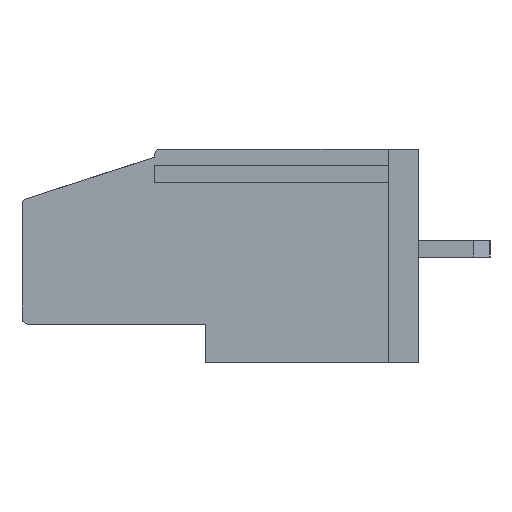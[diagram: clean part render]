
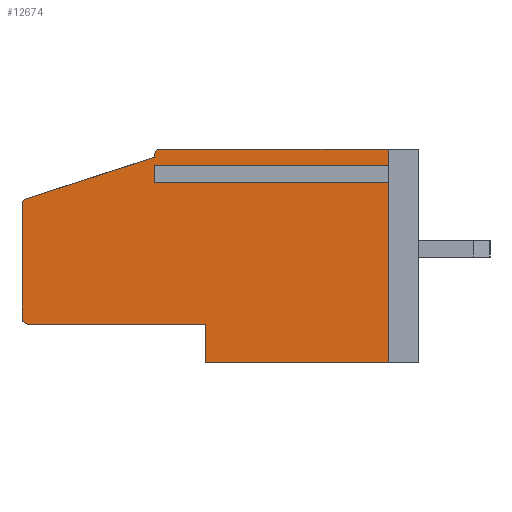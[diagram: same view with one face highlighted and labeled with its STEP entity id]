
A CAD part, left-side view. The second image highlights one B-rep face of the part: STEP entity #12674.
In plain terms, the highlighted planar face has unit normal (-1, 0, 0).
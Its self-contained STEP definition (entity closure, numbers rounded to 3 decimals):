
#8 = DIRECTION ( 'NONE',  ( 0., 0., -1. ) ) ;
#449 = CARTESIAN_POINT ( 'NONE',  ( 0., 13., 9.502 ) ) ;
#669 = VECTOR ( 'NONE', #16199, 1000. ) ;
#702 = VERTEX_POINT ( 'NONE', #14964 ) ;
#1253 = LINE ( 'NONE', #29302, #15596 ) ;
#1575 = VERTEX_POINT ( 'NONE', #12792 ) ;
#1979 = VERTEX_POINT ( 'NONE', #8126 ) ;
#2122 = VERTEX_POINT ( 'NONE', #449 ) ;
#2420 = ORIENTED_EDGE ( 'NONE', *, *, #27092, .T. ) ;
#2523 = VECTOR ( 'NONE', #16558, 1000. ) ;
#2775 = DIRECTION ( 'NONE',  ( 0., 0., 1. ) ) ;
#3331 = CARTESIAN_POINT ( 'NONE',  ( 0., 19.5, 10.5 ) ) ;
#3671 = VERTEX_POINT ( 'NONE', #16600 ) ;
#4514 = EDGE_CURVE ( 'NONE', #702, #1979, #14412, .T. ) ;
#4575 = VECTOR ( 'NONE', #34265, 1000. ) ;
#4651 = EDGE_CURVE ( 'NONE', #2122, #15548, #6851, .T. ) ;
#4937 = CARTESIAN_POINT ( 'NONE',  ( 0., 19.2, 7.782 ) ) ;
#5406 = DIRECTION ( 'NONE',  ( 0., -1., 0. ) ) ;
#5787 = LINE ( 'NONE', #30584, #8873 ) ;
#6382 = EDGE_CURVE ( 'NONE', #1575, #16688, #5787, .T. ) ;
#6602 = DIRECTION ( 'NONE',  ( 0., 0., -1. ) ) ;
#6803 = CARTESIAN_POINT ( 'NONE',  ( 0., 19.2, 1.9 ) ) ;
#6851 = LINE ( 'NONE', #34072, #24372 ) ;
#7116 = CARTESIAN_POINT ( 'NONE',  ( 0., 10.5, 0. ) ) ;
#7242 = DIRECTION ( 'NONE',  ( 0., 0., -1. ) ) ;
#7520 = VERTEX_POINT ( 'NONE', #7116 ) ;
#8126 = CARTESIAN_POINT ( 'NONE',  ( 0., 13., 10.2 ) ) ;
#8549 = LINE ( 'NONE', #3331, #4575 ) ;
#8796 = CARTESIAN_POINT ( 'NONE',  ( 0., 1.5, 10.5 ) ) ;
#8873 = VECTOR ( 'NONE', #5406, 1000. ) ;
#9723 = CARTESIAN_POINT ( 'NONE',  ( 0., 1.5, 9.502 ) ) ;
#10912 = DIRECTION ( 'NONE',  ( -1., 0., 0. ) ) ;
#10932 = CARTESIAN_POINT ( 'NONE',  ( 0., 13., 10.1 ) ) ;
#11668 = ORIENTED_EDGE ( 'NONE', *, *, #17387, .F. ) ;
#12356 = CIRCLE ( 'NONE', #17060, 0.3 ) ;
#12674 = ADVANCED_FACE ( 'NONE', ( #21114 ), #15779, .F. ) ;
#12706 = CARTESIAN_POINT ( 'NONE',  ( 0., 19.5, 1.9 ) ) ;
#12754 = VECTOR ( 'NONE', #31610, 1000. ) ;
#12792 = CARTESIAN_POINT ( 'NONE',  ( 0., 13., 9.098 ) ) ;
#12804 = AXIS2_PLACEMENT_3D ( 'NONE', #4937, #32509, #33070 ) ;
#12939 = EDGE_CURVE ( 'NONE', #14313, #1979, #33012, .T. ) ;
#13241 = EDGE_CURVE ( 'NONE', #2122, #1575, #27761, .T. ) ;
#13918 = CARTESIAN_POINT ( 'NONE',  ( 0., 1.5, 0. ) ) ;
#14313 = VERTEX_POINT ( 'NONE', #31750 ) ;
#14412 = LINE ( 'NONE', #10932, #15514 ) ;
#14964 = CARTESIAN_POINT ( 'NONE',  ( 0., 13., 10.1 ) ) ;
#15371 = EDGE_CURVE ( 'NONE', #18860, #27573, #26656, .T. ) ;
#15514 = VECTOR ( 'NONE', #2775, 1000. ) ;
#15548 = VERTEX_POINT ( 'NONE', #9723 ) ;
#15596 = VECTOR ( 'NONE', #34256, 1000. ) ;
#15779 = PLANE ( 'NONE',  #17752 ) ;
#16199 = DIRECTION ( 'NONE',  ( 0., -0.952, 0.307 ) ) ;
#16351 = ORIENTED_EDGE ( 'NONE', *, *, #13241, .F. ) ;
#16377 = CARTESIAN_POINT ( 'NONE',  ( 0., 10.5, 1.9 ) ) ;
#16558 = DIRECTION ( 'NONE',  ( 0., 0., -1. ) ) ;
#16600 = CARTESIAN_POINT ( 'NONE',  ( 0., 19.5, 7.782 ) ) ;
#16621 = EDGE_CURVE ( 'NONE', #7520, #18860, #1253, .T. ) ;
#16688 = VERTEX_POINT ( 'NONE', #18787 ) ;
#17060 = AXIS2_PLACEMENT_3D ( 'NONE', #24039, #35034, #7242 ) ;
#17387 = EDGE_CURVE ( 'NONE', #22270, #3671, #20562, .T. ) ;
#17752 = AXIS2_PLACEMENT_3D ( 'NONE', #26268, #21294, #6602 ) ;
#18415 = DIRECTION ( 'NONE',  ( 0., 1., 0. ) ) ;
#18630 = ORIENTED_EDGE ( 'NONE', *, *, #4514, .F. ) ;
#18787 = CARTESIAN_POINT ( 'NONE',  ( 0., 1.5, 9.098 ) ) ;
#18860 = VERTEX_POINT ( 'NONE', #16377 ) ;
#18895 = EDGE_CURVE ( 'NONE', #20112, #702, #27598, .T. ) ;
#20060 = LINE ( 'NONE', #23558, #22745 ) ;
#20112 = VERTEX_POINT ( 'NONE', #33015 ) ;
#20559 = LINE ( 'NONE', #28341, #27257 ) ;
#20562 = LINE ( 'NONE', #23525, #34456 ) ;
#20633 = ORIENTED_EDGE ( 'NONE', *, *, #35164, .F. ) ;
#21114 = FACE_OUTER_BOUND ( 'NONE', #22046, .T. ) ;
#21294 = DIRECTION ( 'NONE',  ( 1., 0., 0. ) ) ;
#21521 = EDGE_CURVE ( 'NONE', #20112, #3671, #29804, .T. ) ;
#22046 = EDGE_LOOP ( 'NONE', ( #11668, #2420, #30177, #33347, #22566, #33655, #34415, #16351, #25432, #23051, #20633, #29372, #18630, #23962, #36255 ) ) ;
#22270 = VERTEX_POINT ( 'NONE', #29352 ) ;
#22566 = ORIENTED_EDGE ( 'NONE', *, *, #29488, .T. ) ;
#22644 = CARTESIAN_POINT ( 'NONE',  ( 0., 13., 9.502 ) ) ;
#22745 = VECTOR ( 'NONE', #28512, 1000. ) ;
#23032 = LINE ( 'NONE', #29056, #12754 ) ;
#23051 = ORIENTED_EDGE ( 'NONE', *, *, #27635, .F. ) ;
#23525 = CARTESIAN_POINT ( 'NONE',  ( 0., 19.5, 10.5 ) ) ;
#23558 = CARTESIAN_POINT ( 'NONE',  ( 0., 19.5, 0. ) ) ;
#23904 = VERTEX_POINT ( 'NONE', #8796 ) ;
#23962 = ORIENTED_EDGE ( 'NONE', *, *, #18895, .F. ) ;
#23985 = CARTESIAN_POINT ( 'NONE',  ( 0., 19.5, 8. ) ) ;
#24039 = CARTESIAN_POINT ( 'NONE',  ( 0., 19.2, 2.2 ) ) ;
#24372 = VECTOR ( 'NONE', #31659, 1000. ) ;
#25432 = ORIENTED_EDGE ( 'NONE', *, *, #4651, .T. ) ;
#26268 = CARTESIAN_POINT ( 'NONE',  ( 0., 19.5, 10.5 ) ) ;
#26656 = LINE ( 'NONE', #12706, #26835 ) ;
#26835 = VECTOR ( 'NONE', #18415, 1000. ) ;
#27092 = EDGE_CURVE ( 'NONE', #22270, #27573, #12356, .T. ) ;
#27257 = VECTOR ( 'NONE', #27601, 1000. ) ;
#27573 = VERTEX_POINT ( 'NONE', #6803 ) ;
#27598 = LINE ( 'NONE', #23985, #669 ) ;
#27601 = DIRECTION ( 'NONE',  ( 0., 0., -1. ) ) ;
#27635 = EDGE_CURVE ( 'NONE', #23904, #15548, #20559, .T. ) ;
#27761 = LINE ( 'NONE', #22644, #2523 ) ;
#28190 = CARTESIAN_POINT ( 'NONE',  ( 0., 12.7, 10.2 ) ) ;
#28341 = CARTESIAN_POINT ( 'NONE',  ( 0., 1.5, 10.5 ) ) ;
#28512 = DIRECTION ( 'NONE',  ( 0., -1., 0. ) ) ;
#29056 = CARTESIAN_POINT ( 'NONE',  ( 0., 1.5, 10.5 ) ) ;
#29302 = CARTESIAN_POINT ( 'NONE',  ( 0., 10.5, 1.9 ) ) ;
#29352 = CARTESIAN_POINT ( 'NONE',  ( 0., 19.5, 2.2 ) ) ;
#29372 = ORIENTED_EDGE ( 'NONE', *, *, #12939, .T. ) ;
#29488 = EDGE_CURVE ( 'NONE', #7520, #33291, #20060, .T. ) ;
#29498 = EDGE_CURVE ( 'NONE', #16688, #33291, #23032, .T. ) ;
#29804 = CIRCLE ( 'NONE', #12804, 0.3 ) ;
#30177 = ORIENTED_EDGE ( 'NONE', *, *, #15371, .F. ) ;
#30584 = CARTESIAN_POINT ( 'NONE',  ( 0., 13., 9.098 ) ) ;
#31610 = DIRECTION ( 'NONE',  ( 0., 0., -1. ) ) ;
#31659 = DIRECTION ( 'NONE',  ( 0., -1., 0. ) ) ;
#31750 = CARTESIAN_POINT ( 'NONE',  ( 0., 12.7, 10.5 ) ) ;
#31754 = DIRECTION ( 'NONE',  ( 0., 0., 1. ) ) ;
#32509 = DIRECTION ( 'NONE',  ( -1., 0., 0. ) ) ;
#33012 = CIRCLE ( 'NONE', #34801, 0.3 ) ;
#33015 = CARTESIAN_POINT ( 'NONE',  ( 0., 19.292, 8.067 ) ) ;
#33070 = DIRECTION ( 'NONE',  ( 0., 0., -1. ) ) ;
#33291 = VERTEX_POINT ( 'NONE', #13918 ) ;
#33347 = ORIENTED_EDGE ( 'NONE', *, *, #16621, .F. ) ;
#33655 = ORIENTED_EDGE ( 'NONE', *, *, #29498, .F. ) ;
#34072 = CARTESIAN_POINT ( 'NONE',  ( 0., 13., 9.502 ) ) ;
#34256 = DIRECTION ( 'NONE',  ( 0., 0., 1. ) ) ;
#34265 = DIRECTION ( 'NONE',  ( 0., -1., 0. ) ) ;
#34415 = ORIENTED_EDGE ( 'NONE', *, *, #6382, .F. ) ;
#34456 = VECTOR ( 'NONE', #31754, 1000. ) ;
#34801 = AXIS2_PLACEMENT_3D ( 'NONE', #28190, #10912, #8 ) ;
#35034 = DIRECTION ( 'NONE',  ( -1., 0., 0. ) ) ;
#35164 = EDGE_CURVE ( 'NONE', #14313, #23904, #8549, .T. ) ;
#36255 = ORIENTED_EDGE ( 'NONE', *, *, #21521, .T. ) ;
